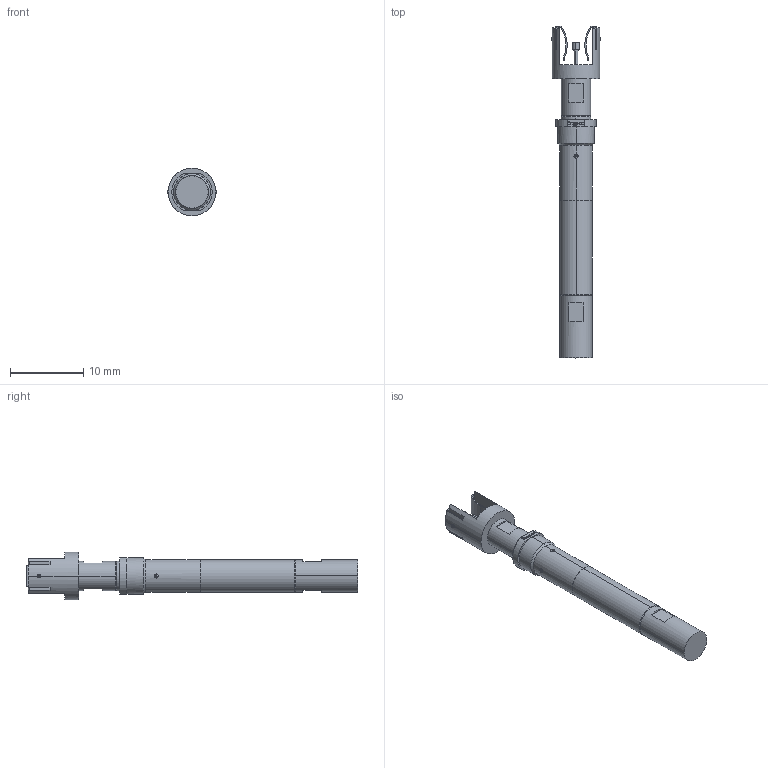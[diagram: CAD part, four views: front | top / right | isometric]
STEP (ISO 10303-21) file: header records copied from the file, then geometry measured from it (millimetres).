
FILE_DESCRIPTION (( 'STEP AP203' ), '1' );
FILE_NAME ('INGUN_HFS-8x0_303_090_A_xx40_GT13_4M.STEP', '2021-10-19T09:17:04', ( 'ochi' ), ( '' ), 'SwSTEP 2.0', 'SolidWorks 2018', '' );
FILE_SCHEMA (( 'CONFIG_CONTROL_DESIGN' ));
Length unit declared in the file: millimetre
Products named in the file (1): INGUN_HFS-8x0_303_090_A_xx40_GT13_4M
Bounding box: 6.8 x 45.27 x 6.5 mm (x, y, z)
Volume: 694.1 mm3; surface area: 882.5 mm2
Topology: 1 solids, 1 shells, 207 faces, 532 edges, 347 vertices
Faces by surface type: plane 110, cylinder 51, bspline 30, cone 16
Entity records: 7682 total; most frequent: CARTESIAN_POINT 2771, ORIENTED_EDGE 1060, DIRECTION 900, EDGE_CURVE 530, VERTEX_POINT 347, AXIS2_PLACEMENT_3D 309, LINE 282, VECTOR 282
